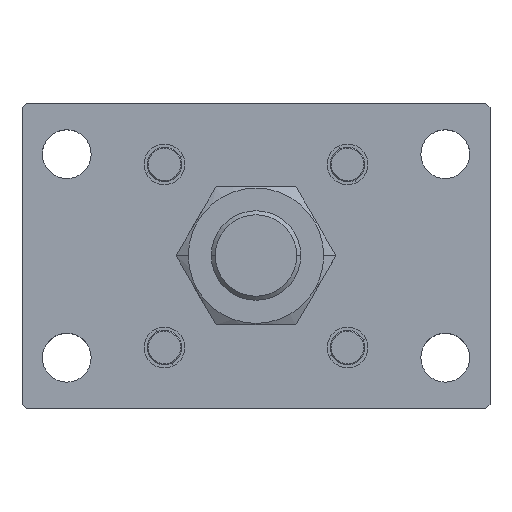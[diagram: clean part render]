
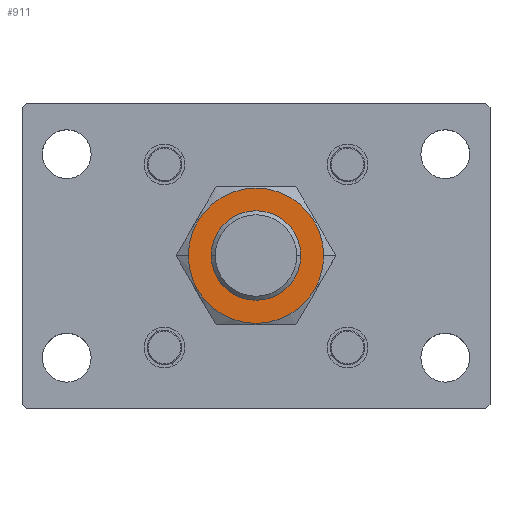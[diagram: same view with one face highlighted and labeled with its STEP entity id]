
A CAD part, top view. The second image highlights one B-rep face of the part: STEP entity #911.
In plain terms, the highlighted planar face has unit normal (0, 0, 1).
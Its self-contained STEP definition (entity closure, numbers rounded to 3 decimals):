
#911 = ADVANCED_FACE ( 'NONE', ( #4696, #4702 ), #5941, .T. ) ;
#1027 = DIRECTION ( 'NONE',  ( 1., 0., 0. ) ) ;
#1028 = DIRECTION ( 'NONE',  ( 0., 0., -1. ) ) ;
#1029 = CARTESIAN_POINT ( 'NONE',  ( 0., 0., 0. ) ) ;
#1129 = EDGE_CURVE ( 'NONE', #4582, #4578, #4980, .T. ) ;
#3130 = CARTESIAN_POINT ( 'NONE',  ( 0., 0., 0. ) ) ;
#3132 = DIRECTION ( 'NONE',  ( 0., 0., -1. ) ) ;
#3133 = DIRECTION ( 'NONE',  ( -1., 0., 0. ) ) ;
#3541 = ORIENTED_EDGE ( 'NONE', *, *, #5372, .T. ) ;
#3963 = AXIS2_PLACEMENT_3D ( 'NONE', #5962, #5933, #5929 ) ;
#4089 = AXIS2_PLACEMENT_3D ( 'NONE', #1029, #1028, #1027 ) ;
#4230 = AXIS2_PLACEMENT_3D ( 'NONE', #3130, #3132, #3133 ) ;
#4293 = AXIS2_PLACEMENT_3D ( 'NONE', #7340, #7341, #7342 ) ;
#4295 = AXIS2_PLACEMENT_3D ( 'NONE', #7359, #7360, #7361 ) ;
#4316 = EDGE_CURVE ( 'NONE', #4351, #4565, #6735, .T. ) ;
#4351 = VERTEX_POINT ( 'NONE', #6700 ) ;
#4565 = VERTEX_POINT ( 'NONE', #7112 ) ;
#4578 = VERTEX_POINT ( 'NONE', #7136 ) ;
#4582 = VERTEX_POINT ( 'NONE', #7143 ) ;
#4696 = FACE_BOUND ( 'NONE', #7419, .T. ) ;
#4702 = FACE_OUTER_BOUND ( 'NONE', #7503, .T. ) ;
#4980 = CIRCLE ( 'NONE', #4089, 10.747 ) ;
#5372 = EDGE_CURVE ( 'NONE', #4578, #4582, #7044, .T. ) ;
#5380 = EDGE_CURVE ( 'NONE', #4565, #4351, #7057, .T. ) ;
#5474 = ORIENTED_EDGE ( 'NONE', *, *, #4316, .F. ) ;
#5493 = ORIENTED_EDGE ( 'NONE', *, *, #1129, .T. ) ;
#5511 = ORIENTED_EDGE ( 'NONE', *, *, #5380, .F. ) ;
#5929 = DIRECTION ( 'NONE',  ( 1., 0., 0. ) ) ;
#5933 = DIRECTION ( 'NONE',  ( 0., 0., 1. ) ) ;
#5941 = PLANE ( 'NONE',  #3963 ) ;
#5962 = CARTESIAN_POINT ( 'NONE',  ( 9.815, -17., 0. ) ) ;
#6700 = CARTESIAN_POINT ( 'NONE',  ( 16.625, 0., 0. ) ) ;
#6735 = CIRCLE ( 'NONE', #4230, 16.625 ) ;
#7044 = CIRCLE ( 'NONE', #4293, 10.747 ) ;
#7057 = CIRCLE ( 'NONE', #4295, 16.625 ) ;
#7112 = CARTESIAN_POINT ( 'NONE',  ( -16.625, 0., 0. ) ) ;
#7136 = CARTESIAN_POINT ( 'NONE',  ( -10.747, 0., 0. ) ) ;
#7143 = CARTESIAN_POINT ( 'NONE',  ( 10.747, 0., 0. ) ) ;
#7340 = CARTESIAN_POINT ( 'NONE',  ( 0., 0., 0. ) ) ;
#7341 = DIRECTION ( 'NONE',  ( 0., 0., -1. ) ) ;
#7342 = DIRECTION ( 'NONE',  ( 1., 0., 0. ) ) ;
#7359 = CARTESIAN_POINT ( 'NONE',  ( 0., 0., 0. ) ) ;
#7360 = DIRECTION ( 'NONE',  ( 0., 0., -1. ) ) ;
#7361 = DIRECTION ( 'NONE',  ( -1., 0., 0. ) ) ;
#7419 = EDGE_LOOP ( 'NONE', ( #5493, #3541 ) ) ;
#7503 = EDGE_LOOP ( 'NONE', ( #5511, #5474 ) ) ;
